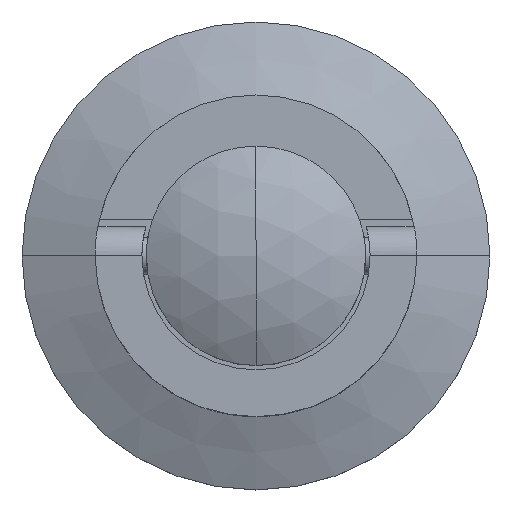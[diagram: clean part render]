
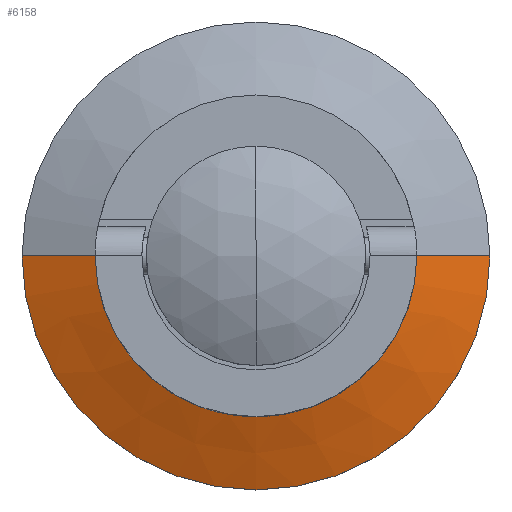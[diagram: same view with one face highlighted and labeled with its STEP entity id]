
A CAD part, top view. The second image highlights one B-rep face of the part: STEP entity #6158.
In plain terms, the highlighted conical face has half-angle 68.199 degrees and reference radius 11 mm.
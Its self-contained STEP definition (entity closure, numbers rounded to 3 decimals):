
#4197 = DIRECTION ( 'NONE',  ( 0., 1., 0. ) ) ;
#4198 = CARTESIAN_POINT ( 'NONE',  ( 0., -2., 0. ) ) ;
#4199 = AXIS2_PLACEMENT_3D ( 'NONE', #4198, #4197, #4265 ) ;
#4200 = CIRCLE ( 'NONE', #4199, 16. ) ;
#4201 = CARTESIAN_POINT ( 'NONE',  ( 0., -2., -16. ) ) ;
#4205 = DIRECTION ( 'NONE',  ( 0., 0., -1. ) ) ;
#4206 = DIRECTION ( 'NONE',  ( 0., -1., 0. ) ) ;
#4207 = AXIS2_PLACEMENT_3D ( 'NONE', #4216, #4206, #4205 ) ;
#4210 = CONICAL_SURFACE ( 'NONE', #4207, 11., 1.19 ) ;
#4211 = FACE_OUTER_BOUND ( 'NONE', #6154, .T. ) ;
#4216 = CARTESIAN_POINT ( 'NONE',  ( 0., 0., 0. ) ) ;
#4224 = CARTESIAN_POINT ( 'NONE',  ( 0., 0., 11. ) ) ;
#4234 = CARTESIAN_POINT ( 'NONE',  ( 0., 0., -11. ) ) ;
#4248 = DIRECTION ( 'NONE',  ( 0., 0., 1. ) ) ;
#4249 = DIRECTION ( 'NONE',  ( 0., 1., 0. ) ) ;
#4250 = CARTESIAN_POINT ( 'NONE',  ( 0., 0., 0. ) ) ;
#4251 = AXIS2_PLACEMENT_3D ( 'NONE', #4250, #4249, #4248 ) ;
#4252 = CIRCLE ( 'NONE', #4251, 11. ) ;
#4264 = CARTESIAN_POINT ( 'NONE',  ( 0., -2., 16. ) ) ;
#4265 = DIRECTION ( 'NONE',  ( 0., 0., 1. ) ) ;
#4286 = DIRECTION ( 'NONE',  ( 0., -0.371, -0.928 ) ) ;
#4287 = VECTOR ( 'NONE', #4286, 1000. ) ;
#4288 = CARTESIAN_POINT ( 'NONE',  ( 0., 0., -11. ) ) ;
#4289 = LINE ( 'NONE', #4288, #4287 ) ;
#4290 = DIRECTION ( 'NONE',  ( 0., -0.371, 0.928 ) ) ;
#4291 = VECTOR ( 'NONE', #4290, 1000. ) ;
#4292 = CARTESIAN_POINT ( 'NONE',  ( 0., 0., 11. ) ) ;
#4297 = LINE ( 'NONE', #4292, #4291 ) ;
#6153 = ORIENTED_EDGE ( 'NONE', *, *, #6173, .F. ) ;
#6154 = EDGE_LOOP ( 'NONE', ( #6153, #6188, #6180, #6181 ) ) ;
#6155 = VERTEX_POINT ( 'NONE', #4224 ) ;
#6158 = ADVANCED_FACE ( 'NONE', ( #4211 ), #4210, .T. ) ;
#6161 = VERTEX_POINT ( 'NONE', #4201 ) ;
#6162 = EDGE_CURVE ( 'NONE', #6164, #6161, #4200, .T. ) ;
#6164 = VERTEX_POINT ( 'NONE', #4264 ) ;
#6173 = EDGE_CURVE ( 'NONE', #6155, #6182, #4252, .T. ) ;
#6180 = ORIENTED_EDGE ( 'NONE', *, *, #6162, .T. ) ;
#6181 = ORIENTED_EDGE ( 'NONE', *, *, #6187, .F. ) ;
#6182 = VERTEX_POINT ( 'NONE', #4234 ) ;
#6186 = EDGE_CURVE ( 'NONE', #6155, #6164, #4297, .T. ) ;
#6187 = EDGE_CURVE ( 'NONE', #6182, #6161, #4289, .T. ) ;
#6188 = ORIENTED_EDGE ( 'NONE', *, *, #6186, .T. ) ;
